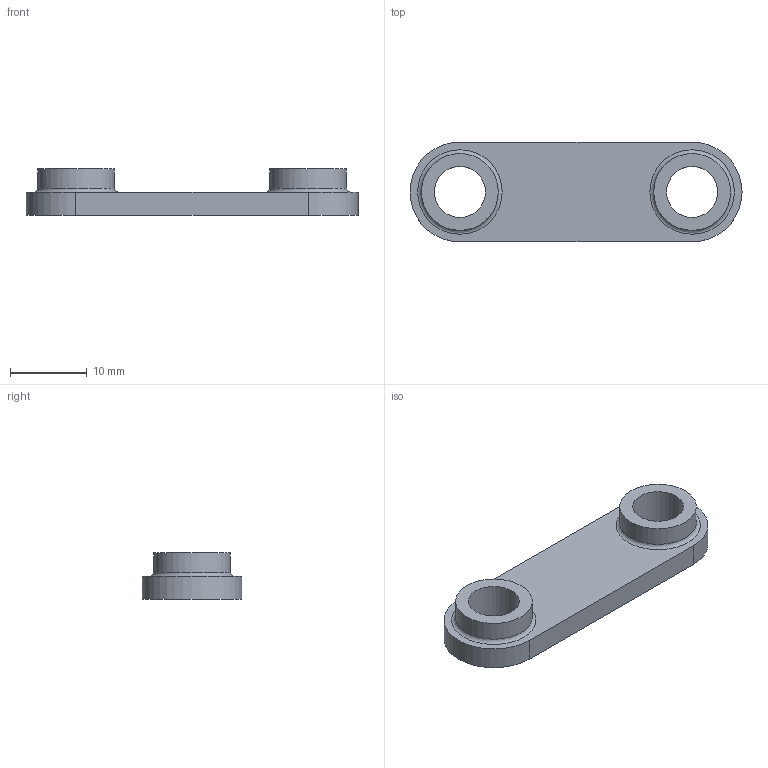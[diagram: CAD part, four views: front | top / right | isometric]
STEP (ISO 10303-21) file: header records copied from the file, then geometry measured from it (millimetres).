
FILE_DESCRIPTION((''),'2;1');
FILE_NAME('PN200.stp','2009-03-12T16:03:55',('hasers'),(''),'Autodesk Inventor 2008','Autodesk Inventor 2008','');
FILE_SCHEMA(('AUTOMOTIVE_DESIGN { 1 0 10303 214 1 1 1 1 }'));
Length unit declared in the file: millimetre
Products named in the file (1): PN200
Bounding box: 43.26 x 13 x 6 mm (x, y, z)
Volume: 1636.5 mm3; surface area: 1643.1 mm2
Topology: 1 solids, 1 shells, 14 faces, 30 edges, 20 vertices
Faces by surface type: plane 6, bspline 4, cylinder 4
Full cylindrical faces by diameter (mm): 10 x2
Entity records: 480 total; most frequent: CARTESIAN_POINT 177, DIRECTION 58, ORIENTED_EDGE 44, EDGE_LOOP 26, AXIS2_PLACEMENT_3D 25, EDGE_CURVE 22, VERTEX_POINT 18, CIRCLE 14
